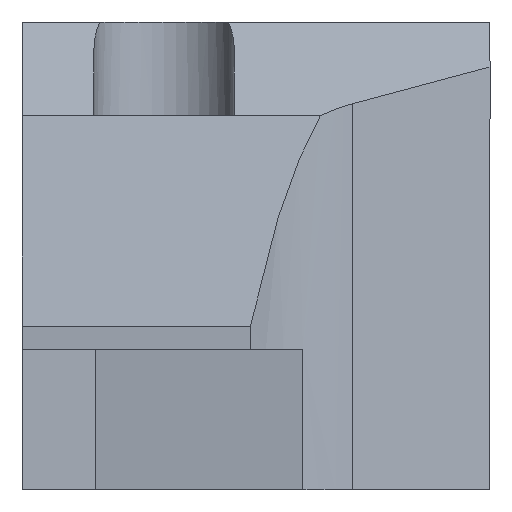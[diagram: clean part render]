
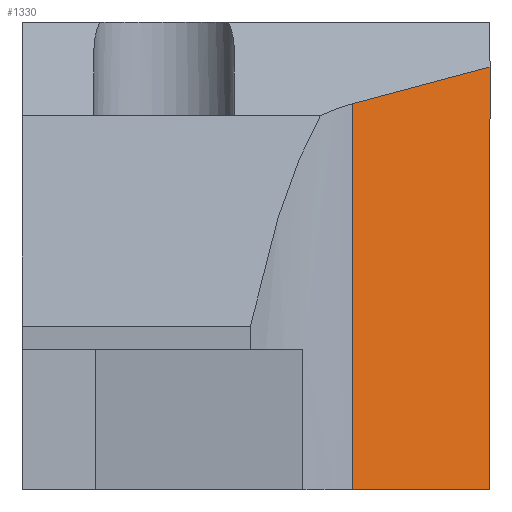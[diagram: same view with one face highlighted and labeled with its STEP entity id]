
A CAD part, left-side view. The second image highlights one B-rep face of the part: STEP entity #1330.
In plain terms, the highlighted planar face has unit normal (-0.966, -0.259, 0).
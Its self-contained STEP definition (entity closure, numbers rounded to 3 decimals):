
#6 = CARTESIAN_POINT ( 'NONE',  ( -67.364, -20.123, 9.431 ) ) ;
#21 = VERTEX_POINT ( 'NONE', #1556 ) ;
#96 = EDGE_CURVE ( 'NONE', #331, #21, #124, .T. ) ;
#102 = CARTESIAN_POINT ( 'NONE',  ( -73.541, 2.933, 3.253 ) ) ;
#124 = LINE ( 'NONE', #1402, #607 ) ;
#183 = ORIENTED_EDGE ( 'NONE', *, *, #1619, .T. ) ;
#218 = VECTOR ( 'NONE', #1512, 1000. ) ;
#246 = CARTESIAN_POINT ( 'NONE',  ( -73.541, 2.933, -5. ) ) ;
#264 = DIRECTION ( 'NONE',  ( -0.966, -0.259, 0. ) ) ;
#312 = ORIENTED_EDGE ( 'NONE', *, *, #96, .F. ) ;
#331 = VERTEX_POINT ( 'NONE', #402 ) ;
#402 = CARTESIAN_POINT ( 'NONE',  ( -72.756, 0., 4.039 ) ) ;
#550 = EDGE_CURVE ( 'NONE', #1150, #331, #1132, .T. ) ;
#607 = VECTOR ( 'NONE', #1424, 1000. ) ;
#624 = CARTESIAN_POINT ( 'NONE',  ( -67.882, -18.189, -5. ) ) ;
#763 = DIRECTION ( 'NONE',  ( 0.259, -0.966, 0. ) ) ;
#802 = DIRECTION ( 'NONE',  ( 0., 0., -1. ) ) ;
#826 = EDGE_LOOP ( 'NONE', ( #1088, #183, #312, #1229 ) ) ;
#857 = LINE ( 'NONE', #624, #1618 ) ;
#988 = EDGE_CURVE ( 'NONE', #1150, #1296, #1559, .T. ) ;
#1020 = PLANE ( 'NONE',  #1192 ) ;
#1088 = ORIENTED_EDGE ( 'NONE', *, *, #988, .T. ) ;
#1132 = LINE ( 'NONE', #6, #218 ) ;
#1150 = VERTEX_POINT ( 'NONE', #102 ) ;
#1154 = CARTESIAN_POINT ( 'NONE',  ( -73.541, 2.933, 101.652 ) ) ;
#1192 = AXIS2_PLACEMENT_3D ( 'NONE', #1154, #264, #763 ) ;
#1196 = CARTESIAN_POINT ( 'NONE',  ( -73.541, 2.933, 101.652 ) ) ;
#1229 = ORIENTED_EDGE ( 'NONE', *, *, #550, .F. ) ;
#1296 = VERTEX_POINT ( 'NONE', #246 ) ;
#1330 = ADVANCED_FACE ( 'NONE', ( #1390 ), #1020, .T. ) ;
#1390 = FACE_OUTER_BOUND ( 'NONE', #826, .T. ) ;
#1402 = CARTESIAN_POINT ( 'NONE',  ( -72.756, 0., -5. ) ) ;
#1424 = DIRECTION ( 'NONE',  ( 0., 0., -1. ) ) ;
#1496 = DIRECTION ( 'NONE',  ( 0.259, -0.966, 0. ) ) ;
#1512 = DIRECTION ( 'NONE',  ( 0.251, -0.935, 0.251 ) ) ;
#1556 = CARTESIAN_POINT ( 'NONE',  ( -72.756, 0., -5. ) ) ;
#1559 = LINE ( 'NONE', #1196, #1566 ) ;
#1566 = VECTOR ( 'NONE', #802, 1000. ) ;
#1618 = VECTOR ( 'NONE', #1496, 1000. ) ;
#1619 = EDGE_CURVE ( 'NONE', #1296, #21, #857, .T. ) ;
